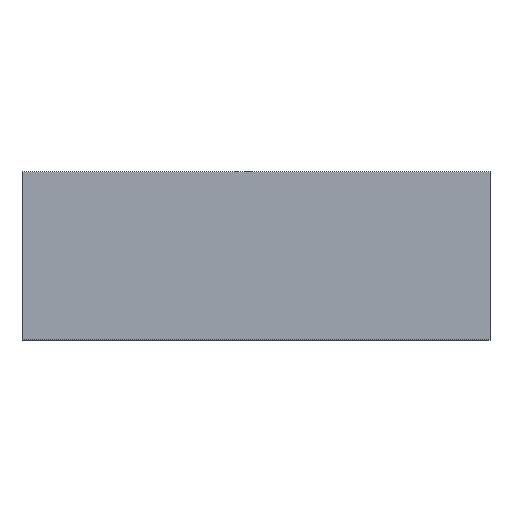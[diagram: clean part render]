
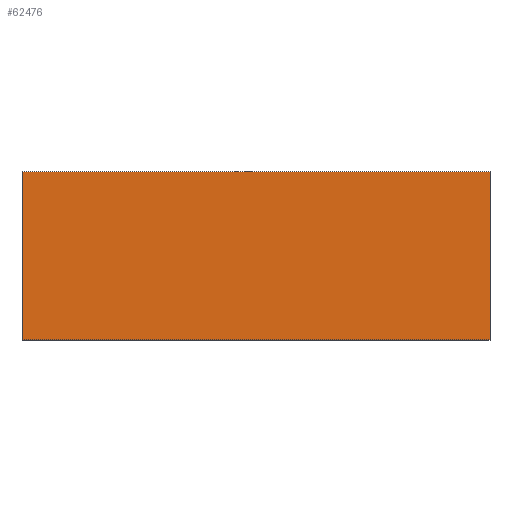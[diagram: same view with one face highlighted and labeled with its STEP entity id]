
A CAD part, top view. The second image highlights one B-rep face of the part: STEP entity #62476.
In plain terms, the highlighted planar face has unit normal (0, 0, 1).
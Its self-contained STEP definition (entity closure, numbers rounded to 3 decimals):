
#10857=ORIENTED_EDGE('',*,*,#19919,.F.);
#10858=ORIENTED_EDGE('',*,*,#19920,.F.);
#10859=ORIENTED_EDGE('',*,*,#19921,.T.);
#10860=ORIENTED_EDGE('',*,*,#19916,.T.);
#19916=EDGE_CURVE('',#24368,#24366,#30989,.T.);
#19919=EDGE_CURVE('',#24370,#24366,#30992,.T.);
#19920=EDGE_CURVE('',#24371,#24370,#30993,.T.);
#19921=EDGE_CURVE('',#24371,#24368,#30994,.T.);
#24366=VERTEX_POINT('',#89148);
#24368=VERTEX_POINT('',#89151);
#24370=VERTEX_POINT('',#89157);
#24371=VERTEX_POINT('',#89159);
#30989=LINE('',#89150,#37632);
#30992=LINE('',#89156,#37635);
#30993=LINE('',#89158,#37636);
#30994=LINE('',#89160,#37637);
#37632=VECTOR('',#75814,1000.);
#37635=VECTOR('',#75819,1000.);
#37636=VECTOR('',#75820,1000.);
#37637=VECTOR('',#75821,1000.);
#39902=EDGE_LOOP('',(#10857,#10858,#10859,#10860));
#42187=FACE_BOUND('',#39902,.T.);
#44465=PLANE('',#64734);
#62476=ADVANCED_FACE('',(#42187),#44465,.T.);
#64734=AXIS2_PLACEMENT_3D('',#89155,#75817,#75818);
#75814=DIRECTION('',(0.,1.,0.));
#75817=DIRECTION('',(0.,0.,1.));
#75818=DIRECTION('',(1.,0.,0.));
#75819=DIRECTION('',(1.,0.,0.));
#75820=DIRECTION('',(0.,1.,0.));
#75821=DIRECTION('',(1.,0.,0.));
#89148=CARTESIAN_POINT('',(9.8,3.525,10.2));
#89150=CARTESIAN_POINT('',(9.8,-3.525,10.2));
#89151=CARTESIAN_POINT('',(9.8,-3.525,10.2));
#89155=CARTESIAN_POINT('',(-9.8,-3.525,10.2));
#89156=CARTESIAN_POINT('',(-9.8,3.525,10.2));
#89157=CARTESIAN_POINT('',(-9.8,3.525,10.2));
#89158=CARTESIAN_POINT('',(-9.8,-3.525,10.2));
#89159=CARTESIAN_POINT('',(-9.8,-3.525,10.2));
#89160=CARTESIAN_POINT('',(-9.8,-3.525,10.2));
